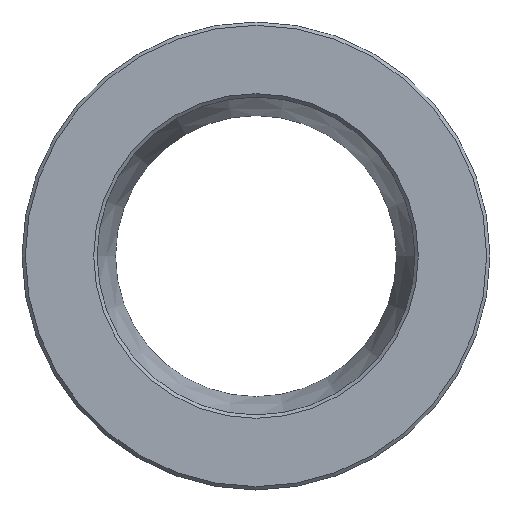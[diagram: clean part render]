
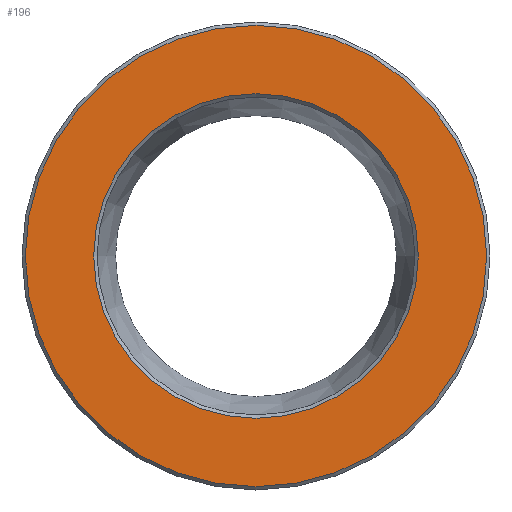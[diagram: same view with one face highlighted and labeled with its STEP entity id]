
A CAD part, top view. The second image highlights one B-rep face of the part: STEP entity #196.
In plain terms, the highlighted planar face has unit normal (0, 0, 1).
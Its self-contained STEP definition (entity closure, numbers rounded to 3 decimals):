
#18=FACE_BOUND('',#42,.T.);
#22=PLANE('',#226);
#27=FACE_OUTER_BOUND('',#41,.T.);
#41=EDGE_LOOP('',(#140));
#42=EDGE_LOOP('',(#141));
#78=CIRCLE('',#224,24.313);
#80=CIRCLE('',#227,34.555);
#94=VERTEX_POINT('',#327);
#96=VERTEX_POINT('',#333);
#110=EDGE_CURVE('',#94,#94,#78,.T.);
#113=EDGE_CURVE('',#96,#96,#80,.T.);
#140=ORIENTED_EDGE('',*,*,#113,.F.);
#141=ORIENTED_EDGE('',*,*,#110,.F.);
#196=ADVANCED_FACE('',(#27,#18),#22,.T.);
#224=AXIS2_PLACEMENT_3D('',#328,#257,#258);
#226=AXIS2_PLACEMENT_3D('',#332,#262,#263);
#227=AXIS2_PLACEMENT_3D('',#334,#264,#265);
#257=DIRECTION('center_axis',(0.,0.,1.));
#258=DIRECTION('ref_axis',(1.,0.,0.));
#262=DIRECTION('center_axis',(0.,0.,1.));
#263=DIRECTION('ref_axis',(1.,0.,0.));
#264=DIRECTION('center_axis',(0.,0.,-1.));
#265=DIRECTION('ref_axis',(1.,0.,0.));
#327=CARTESIAN_POINT('',(-24.313,0.,1.588));
#328=CARTESIAN_POINT('Origin',(0.,0.,1.588));
#332=CARTESIAN_POINT('Origin',(0.,0.,1.588));
#333=CARTESIAN_POINT('',(-34.555,0.,1.588));
#334=CARTESIAN_POINT('Origin',(0.,0.,1.588));
